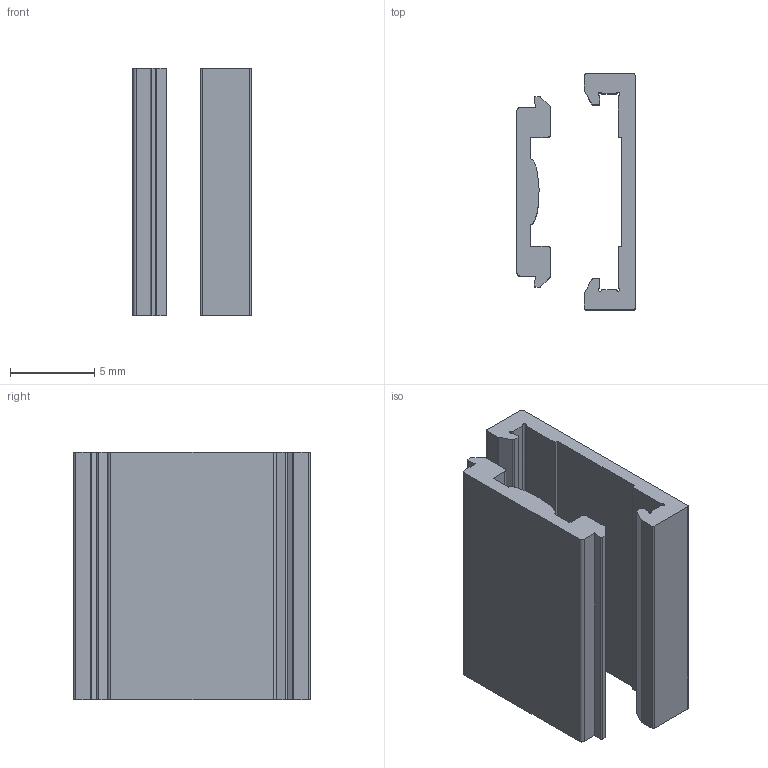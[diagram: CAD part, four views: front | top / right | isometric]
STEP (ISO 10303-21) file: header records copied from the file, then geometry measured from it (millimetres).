
FILE_DESCRIPTION(/* description */ (''),/* implementation_level */ '2;1');
FILE_NAME(/* name */ 'RibbonLatch',/* time_stamp */ '2025-05-27T12:34:47+03:00',/* author */ (''),/* organization */ (''),/* preprocessor_version */ 'ST-DEVELOPER v16.5',/* originating_system */ 'Rhino 7.23',/* authorisation */ '');
FILE_SCHEMA (('CONFIG_CONTROL_DESIGN'));
Length unit declared in the file: millimetre
Products named in the file (1): Document
Bounding box: 7 x 14 x 14.68 mm (x, y, z)
Volume: 482.3 mm3; surface area: 1081.9 mm2
Topology: 2 solids, 2 shells, 70 faces, 198 edges, 132 vertices
Faces by surface type: plane 37, cylinder 32, bspline 1
Entity records: 2062 total; most frequent: CARTESIAN_POINT 825, ORIENTED_EDGE 396, EDGE_CURVE 198, VERTEX_POINT 132, DIRECTION 73, AXIS2_PLACEMENT_3D 71, ADVANCED_FACE 70, FACE_OUTER_BOUND 70
